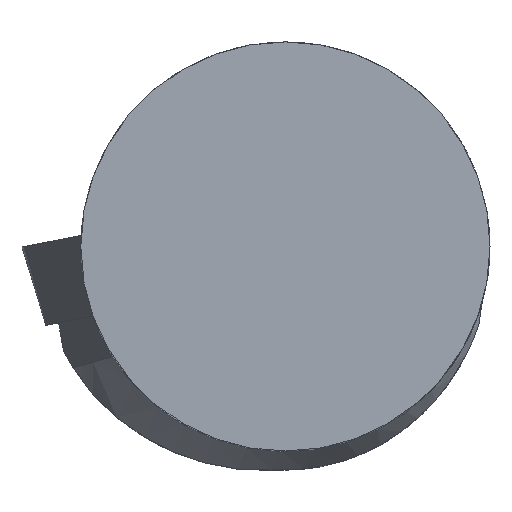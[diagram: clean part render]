
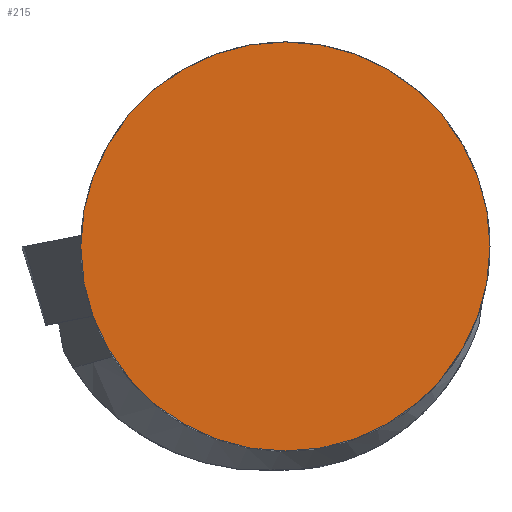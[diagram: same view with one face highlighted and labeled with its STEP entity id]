
A CAD part, top view. The second image highlights one B-rep face of the part: STEP entity #215.
In plain terms, the highlighted face is planar.
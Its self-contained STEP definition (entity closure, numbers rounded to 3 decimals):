
#164=CIRCLE('',#855,10.);
#215=ADVANCED_FACE('',(#270),#244,.F.);
#244=PLANE('',#887);
#270=FACE_OUTER_BOUND('',#312,.T.);
#312=EDGE_LOOP('',(#474));
#474=ORIENTED_EDGE('',*,*,#636,.F.);
#564=VERTEX_POINT('',#1255);
#636=EDGE_CURVE('',#564,#564,#164,.T.);
#855=AXIS2_PLACEMENT_3D('',#1254,#981,#982);
#887=AXIS2_PLACEMENT_3D('',#1419,#1055,#1056);
#981=DIRECTION('',(0.,0.,1.));
#982=DIRECTION('',(1.,0.,0.));
#1055=DIRECTION('',(0.,0.,1.));
#1056=DIRECTION('',(1.,0.,0.));
#1254=CARTESIAN_POINT('',(0.,0.,0.));
#1255=CARTESIAN_POINT('',(10.,0.,0.));
#1419=CARTESIAN_POINT('',(0.,0.,0.));
